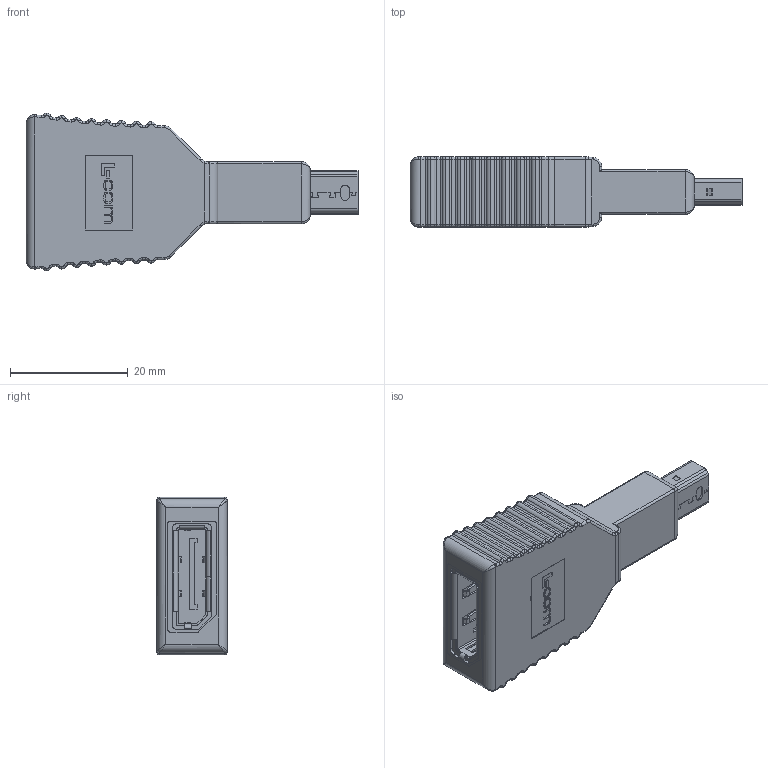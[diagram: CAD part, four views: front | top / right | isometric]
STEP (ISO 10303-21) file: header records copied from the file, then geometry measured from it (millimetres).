
FILE_DESCRIPTION (( 'STEP AP214' ), '1' );
FILE_NAME ('VAD010FM.STEP', '2015-02-05T19:09:12', ( 'L-Com' ), ( 'L-Com Global Connectivity' ), 'SwSTEP 2.0', 'SolidWorks 2014', '' );
FILE_SCHEMA (( 'AUTOMOTIVE_DESIGN' ));
Length unit declared in the file: inch
Products named in the file (11): MTN-889; 1AH04-004; 1AH04-004-COVER; 1AH04-004-HOUSING; 1AH04-004-SHELL; 1AH04-008; 1AH04-007 SHELL; MTN-888; VAD010FM; 1BC01-083
Assembly tree (10 placements, depth 3):
  VAD010FM
    MTN-888
    1AH04-008
      1AH04-008
      1AH04-007 SHELL
    1AH04-004
      1AH04-004-SHELL
      1AH04-004-HOUSING
      1AH04-004-COVER
    MTN-889
    1BC01-083
Bounding box: 56.49 x 11.94 x 26.83 mm (x, y, z)
Volume: 11392.7 mm3; surface area: 10223.7 mm2
Topology: 28 solids, 28 shells, 2988 faces, 8130 edges, 5236 vertices
Faces by surface type: plane 1875, cylinder 676, bspline 215, torus 212, sphere 10
Entity records: 120607 total; most frequent: CARTESIAN_POINT 28006, ORIENTED_EDGE 16224, DIRECTION 14808, EDGE_CURVE 8112, LINE 5880, VECTOR 5880, VERTEX_POINT 5236, AXIS2_PLACEMENT_3D 4464
